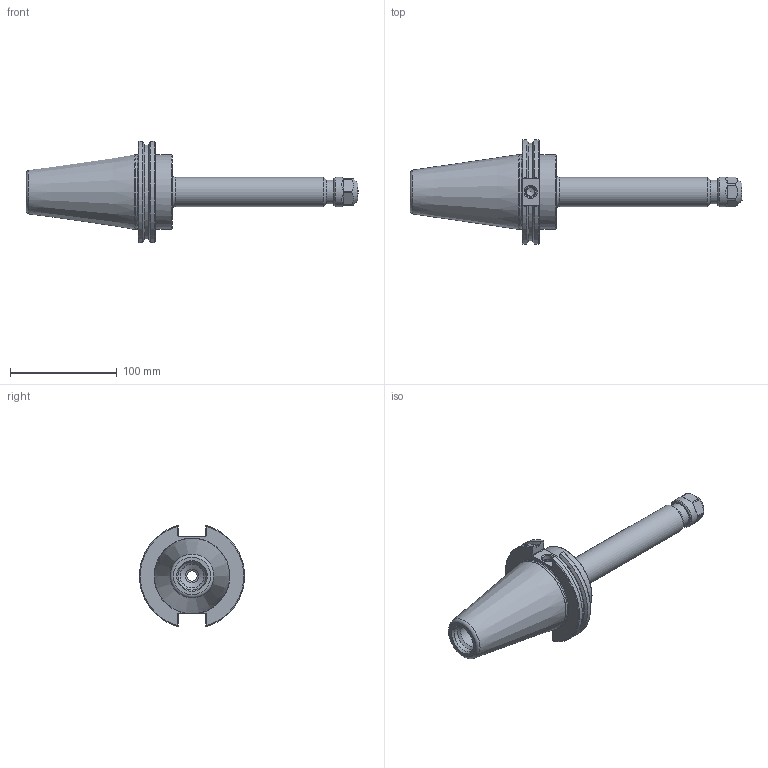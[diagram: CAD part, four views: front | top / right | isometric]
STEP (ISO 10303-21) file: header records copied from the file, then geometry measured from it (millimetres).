
FILE_DESCRIPTION(/* description */ (''),/* implementation_level */ '2;1');
FILE_NAME(/* name */ 'C50-16ERC822.stp',/* time_stamp */ '2017-01-12T15:39:20-05:00',/* author */ ('davhar'),/* organization */ (''),/* preprocessor_version */ 'ST-DEVELOPER v16.1',/* originating_system */ 'Autodesk Inventor 2016',/* authorisation */ '');
FILE_SCHEMA (('AUTOMOTIVE_DESIGN { 1 0 10303 214 3 1 1 }'));
Length unit declared in the file: inch
Products named in the file (3): C50-16ER8-1; 16ERHCN; C50-16ERC822
Assembly tree (2 placements, depth 2):
  C50-16ERC822
    C50-16ER8-1
    16ERHCN
Bounding box: 310.39 x 98.06 x 94.71 mm (x, y, z)
Volume: 453739.6 mm3; surface area: 71288.9 mm2
Topology: 2 solids, 2 shells, 132 faces, 339 edges, 216 vertices
Faces by surface type: plane 50, cylinder 36, cone 26, torus 12, bspline 8
Full cylindrical faces by diameter (mm): 8 x1, 9.728 x1, 10.135 x1, 11.176 x1, 11.5 x1, 12.7 x1, 16.8 x1, 20.5 x1, 21.946 x1, 21.971 x1, 22 x1, 23 x1, 26.365 x1, 27.432 x1, 28 x1, 69.342 x1, 69.85 x1
Entity records: 4781 total; most frequent: CARTESIAN_POINT 1734, DIRECTION 576, ORIENTED_EDGE 570, EDGE_CURVE 285, AXIS2_PLACEMENT_3D 237, VERTEX_POINT 203, EDGE_LOOP 182, FACE_OUTER_BOUND 132
